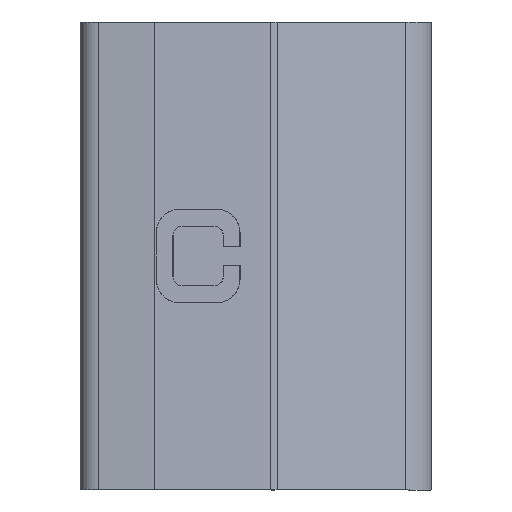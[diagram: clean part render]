
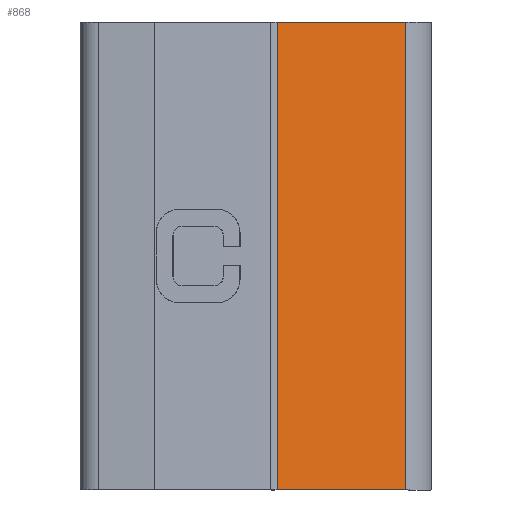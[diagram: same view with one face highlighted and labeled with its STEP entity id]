
A CAD part, left-side view. The second image highlights one B-rep face of the part: STEP entity #868.
In plain terms, the highlighted planar face has unit normal (-0.956, -0.292, 0).
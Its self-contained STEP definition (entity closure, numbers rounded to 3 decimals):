
#868=ADVANCED_FACE('',(#1748),#1750,.F.);
#1748=FACE_BOUND('',#1749,.T.);
#1749=EDGE_LOOP('',(#2340,#2341,#2342,#2343));
#1750=PLANE('',#1751);
#1751=AXIS2_PLACEMENT_3D('',#1752,#1753,#1754);
#1752=CARTESIAN_POINT('',(22.428,-6.095,0.));
#1753=DIRECTION('',(0.956,0.292,0.));
#1754=DIRECTION('',(0.,0.,-1.));
#2340=ORIENTED_EDGE('',*,*,#2726,.T.);
#2341=ORIENTED_EDGE('',*,*,#2673,.F.);
#2342=ORIENTED_EDGE('',*,*,#2630,.T.);
#2343=ORIENTED_EDGE('',*,*,#2678,.F.);
#2630=EDGE_CURVE('',#2949,#2959,#3010,.T.);
#2673=EDGE_CURVE('',#2949,#3071,#3075,.T.);
#2678=EDGE_CURVE('',#3082,#2959,#3084,.T.);
#2726=EDGE_CURVE('',#3082,#3071,#3154,.T.);
#2949=VERTEX_POINT('',#3644);
#2959=VERTEX_POINT('',#3668);
#3010=LINE('',#3786,#3787);
#3071=VERTEX_POINT('',#3937);
#3075=LINE('',#3945,#3946);
#3082=VERTEX_POINT('',#3962);
#3084=LINE('',#3966,#3967);
#3154=LINE('',#4140,#4141);
#3644=CARTESIAN_POINT('',(27.001,-21.055,0.));
#3668=CARTESIAN_POINT('',(27.001,-21.055,-50.));
#3786=CARTESIAN_POINT('',(27.001,-21.055,0.));
#3787=VECTOR('',#3788,1.);
#3788=DIRECTION('',(0.,0.,-1.));
#3937=CARTESIAN_POINT('',(31.197,-34.78,0.));
#3945=CARTESIAN_POINT('',(27.001,-21.055,0.));
#3946=VECTOR('',#3947,1.);
#3947=DIRECTION('',(0.292,-0.956,0.));
#3962=CARTESIAN_POINT('',(31.197,-34.78,-50.));
#3966=CARTESIAN_POINT('',(31.197,-34.78,-50.));
#3967=VECTOR('',#3968,1.);
#3968=DIRECTION('',(-0.292,0.956,0.));
#4140=CARTESIAN_POINT('',(31.197,-34.78,-50.));
#4141=VECTOR('',#4142,1.);
#4142=DIRECTION('',(0.,0.,1.));
